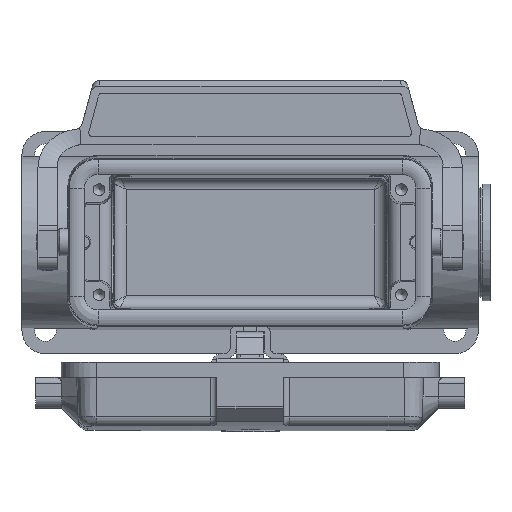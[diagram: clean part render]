
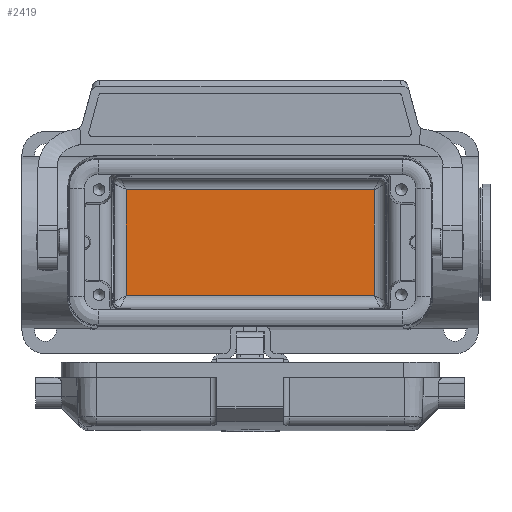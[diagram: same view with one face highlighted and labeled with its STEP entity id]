
A CAD part, top view. The second image highlights one B-rep face of the part: STEP entity #2419.
In plain terms, the highlighted planar face has unit normal (0, 0, 1).
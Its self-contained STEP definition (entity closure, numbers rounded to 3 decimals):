
#2380=CARTESIAN_POINT('',(34.75,-17.75,-65.25));
#2381=DIRECTION('',(0.0,0.0,-1.0));
#2382=DIRECTION('',(-1.0,0.0,0.0));
#2383=AXIS2_PLACEMENT_3D('',#2380,#2381,#2382);
#2384=PLANE('',#2383);
#2385=CARTESIAN_POINT('',(-31.804,-13.567,-65.25));
#2386=VERTEX_POINT('',#2385);
#2387=CARTESIAN_POINT('',(31.804,-13.567,-65.25));
#2388=VERTEX_POINT('',#2387);
#2389=CARTESIAN_POINT('',(-31.804,-13.567,-65.25));
#2390=DIRECTION('',(1.0,0.0,0.0));
#2391=VECTOR('',#2390,63.609);
#2392=LINE('',#2389,#2391);
#2393=EDGE_CURVE('',#2386,#2388,#2392,.T.);
#2394=ORIENTED_EDGE('',*,*,#2393,.T.);
#2395=CARTESIAN_POINT('',(31.804,13.567,-65.25));
#2396=VERTEX_POINT('',#2395);
#2397=CARTESIAN_POINT('',(31.804,-13.567,-65.25));
#2398=DIRECTION('',(0.0,1.0,0.0));
#2399=VECTOR('',#2398,27.135);
#2400=LINE('',#2397,#2399);
#2401=EDGE_CURVE('',#2388,#2396,#2400,.T.);
#2402=ORIENTED_EDGE('',*,*,#2401,.T.);
#2403=CARTESIAN_POINT('',(-31.804,13.567,-65.25));
#2404=VERTEX_POINT('',#2403);
#2405=CARTESIAN_POINT('',(31.804,13.567,-65.25));
#2406=DIRECTION('',(-1.0,0.0,0.0));
#2407=VECTOR('',#2406,63.609);
#2408=LINE('',#2405,#2407);
#2409=EDGE_CURVE('',#2396,#2404,#2408,.T.);
#2410=ORIENTED_EDGE('',*,*,#2409,.T.);
#2411=CARTESIAN_POINT('',(-31.804,13.567,-65.25));
#2412=DIRECTION('',(0.0,-1.0,0.0));
#2413=VECTOR('',#2412,27.135);
#2414=LINE('',#2411,#2413);
#2415=EDGE_CURVE('',#2404,#2386,#2414,.T.);
#2416=ORIENTED_EDGE('',*,*,#2415,.T.);
#2417=EDGE_LOOP('',(#2394,#2402,#2410,#2416));
#2418=FACE_OUTER_BOUND('',#2417,.T.);
#2419=ADVANCED_FACE('',(#2418),#2384,.F.);
